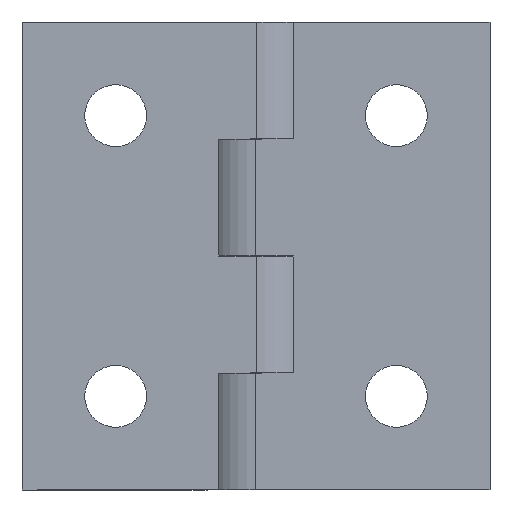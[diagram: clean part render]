
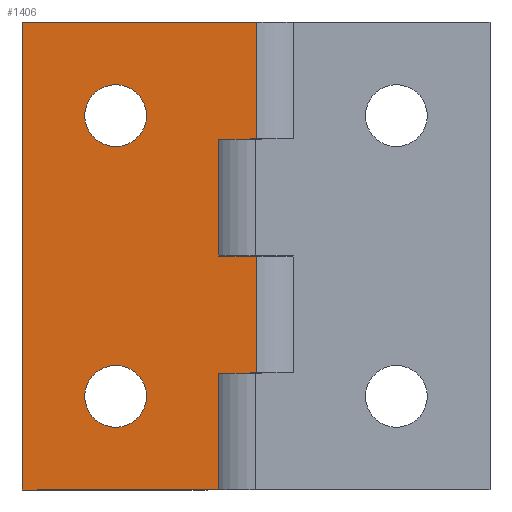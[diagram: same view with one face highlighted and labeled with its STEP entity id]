
A CAD part, front view. The second image highlights one B-rep face of the part: STEP entity #1406.
In plain terms, the highlighted planar face has unit normal (0, -1, 0).
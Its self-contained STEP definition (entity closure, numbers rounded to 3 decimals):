
#36 = ORIENTED_EDGE ( 'NONE', *, *, #343, .T. ) ;
#39 = VERTEX_POINT ( 'NONE', #85 ) ;
#42 = VERTEX_POINT ( 'NONE', #88 ) ;
#45 = VERTEX_POINT ( 'NONE', #91 ) ;
#53 = VERTEX_POINT ( 'NONE', #68 ) ;
#68 = CARTESIAN_POINT ( 'NONE',  ( -40., 0., 36.7 ) ) ;
#85 = CARTESIAN_POINT ( 'NONE',  ( -24.944, 0., 12.5 ) ) ;
#88 = CARTESIAN_POINT ( 'NONE',  ( -29., 0., 12.5 ) ) ;
#91 = CARTESIAN_POINT ( 'NONE',  ( -40., 0., 13.3 ) ) ;
#99 = VERTEX_POINT ( 'NONE', #141 ) ;
#102 = VERTEX_POINT ( 'NONE', #143 ) ;
#103 = VERTEX_POINT ( 'NONE', #129 ) ;
#104 = VERTEX_POINT ( 'NONE', #142 ) ;
#105 = VERTEX_POINT ( 'NONE', #140 ) ;
#106 = VERTEX_POINT ( 'NONE', #147 ) ;
#111 = VERTEX_POINT ( 'NONE', #152 ) ;
#112 = VERTEX_POINT ( 'NONE', #153 ) ;
#122 = VERTEX_POINT ( 'NONE', #163 ) ;
#127 = VERTEX_POINT ( 'NONE', #168 ) ;
#129 = CARTESIAN_POINT ( 'NONE',  ( -50., 0., 0. ) ) ;
#140 = CARTESIAN_POINT ( 'NONE',  ( -24.944, 0., 37.5 ) ) ;
#141 = CARTESIAN_POINT ( 'NONE',  ( -50., 0., 50. ) ) ;
#142 = CARTESIAN_POINT ( 'NONE',  ( -24.944, 0., 50. ) ) ;
#143 = CARTESIAN_POINT ( 'NONE',  ( -29., 0., 0. ) ) ;
#147 = CARTESIAN_POINT ( 'NONE',  ( -29., 0., 37.5 ) ) ;
#152 = CARTESIAN_POINT ( 'NONE',  ( -24.944, 0., 25. ) ) ;
#153 = CARTESIAN_POINT ( 'NONE',  ( -29., 0., 25. ) ) ;
#163 = CARTESIAN_POINT ( 'NONE',  ( -40., 0., 43.3 ) ) ;
#168 = CARTESIAN_POINT ( 'NONE',  ( -40., 0., 6.7 ) ) ;
#174 = CARTESIAN_POINT ( 'NONE',  ( -50., 0., 50. ) ) ;
#175 = DIRECTION ( 'NONE',  ( 0., 0., -1. ) ) ;
#182 = CARTESIAN_POINT ( 'NONE',  ( -24.944, 0., 0. ) ) ;
#183 = DIRECTION ( 'NONE',  ( 0., 0., 1. ) ) ;
#186 = CARTESIAN_POINT ( 'NONE',  ( 0., 0., 0. ) ) ;
#187 = DIRECTION ( 'NONE',  ( 1., 0., 0. ) ) ;
#197 = CARTESIAN_POINT ( 'NONE',  ( -40., 0., 10. ) ) ;
#198 = DIRECTION ( 'NONE',  ( 0., 1., 0. ) ) ;
#199 = DIRECTION ( 'NONE',  ( 0., 0., 1. ) ) ;
#210 = CARTESIAN_POINT ( 'NONE',  ( -24.944, 0., 0. ) ) ;
#211 = DIRECTION ( 'NONE',  ( 0., 0., 1. ) ) ;
#215 = CARTESIAN_POINT ( 'NONE',  ( -40., 0., 40. ) ) ;
#216 = DIRECTION ( 'NONE',  ( 0., 1., 0. ) ) ;
#217 = DIRECTION ( 'NONE',  ( 0., 0., 1. ) ) ;
#256 = EDGE_LOOP ( 'NONE', ( #1119, #1120 ) ) ;
#257 = EDGE_LOOP ( 'NONE', ( #1117, #1118 ) ) ;
#258 = EDGE_LOOP ( 'NONE', ( #331, #332, #333, #334, #971, #970, #36, #1037, #1038, #1039 ) ) ;
#331 = ORIENTED_EDGE ( 'NONE', *, *, #942, .T. ) ;
#332 = ORIENTED_EDGE ( 'NONE', *, *, #369, .T. ) ;
#333 = ORIENTED_EDGE ( 'NONE', *, *, #806, .T. ) ;
#334 = ORIENTED_EDGE ( 'NONE', *, *, #354, .T. ) ;
#337 = EDGE_CURVE ( 'NONE', #99, #103, #888, .T. ) ;
#341 = EDGE_CURVE ( 'NONE', #39, #111, #897, .T. ) ;
#343 = EDGE_CURVE ( 'NONE', #103, #102, #901, .T. ) ;
#348 = EDGE_CURVE ( 'NONE', #127, #45, #1275, .T. ) ;
#354 = EDGE_CURVE ( 'NONE', #105, #104, #1285, .T. ) ;
#356 = EDGE_CURVE ( 'NONE', #53, #122, #1289, .T. ) ;
#364 = EDGE_CURVE ( 'NONE', #45, #127, #1302, .T. ) ;
#365 = EDGE_CURVE ( 'NONE', #102, #42, #1301, .T. ) ;
#369 = EDGE_CURVE ( 'NONE', #112, #106, #1307, .T. ) ;
#382 = AXIS2_PLACEMENT_3D ( 'NONE', #618, #619, #620 ) ;
#420 = CARTESIAN_POINT ( 'NONE',  ( -40., 0., 40. ) ) ;
#421 = DIRECTION ( 'NONE',  ( 0., 1., 0. ) ) ;
#422 = DIRECTION ( 'NONE',  ( 0., 0., 1. ) ) ;
#427 = CARTESIAN_POINT ( 'NONE',  ( 0., 0., 37.5 ) ) ;
#428 = DIRECTION ( 'NONE',  ( 1., 0., 0. ) ) ;
#459 = CARTESIAN_POINT ( 'NONE',  ( 0., 0., 50. ) ) ;
#460 = DIRECTION ( 'NONE',  ( 1., 0., 0. ) ) ;
#478 = CARTESIAN_POINT ( 'NONE',  ( 0., 0., 25. ) ) ;
#479 = DIRECTION ( 'NONE',  ( -1., 0., 0. ) ) ;
#532 = CARTESIAN_POINT ( 'NONE',  ( 0., 0., 12.5 ) ) ;
#533 = DIRECTION ( 'NONE',  ( 1., 0., 0. ) ) ;
#617 = PLANE ( 'NONE',  #382 ) ;
#618 = CARTESIAN_POINT ( 'NONE',  ( 0., 0., 50. ) ) ;
#619 = DIRECTION ( 'NONE',  ( 0., 1., 0. ) ) ;
#620 = DIRECTION ( 'NONE',  ( -1., 0., 0. ) ) ;
#803 = EDGE_CURVE ( 'NONE', #122, #53, #1332, .T. ) ;
#806 = EDGE_CURVE ( 'NONE', #106, #105, #1336, .T. ) ;
#820 = EDGE_CURVE ( 'NONE', #99, #104, #1142, .T. ) ;
#888 = LINE ( 'NONE', #174, #890 ) ;
#890 = VECTOR ( 'NONE', #175, 1000. ) ;
#897 = LINE ( 'NONE', #182, #898 ) ;
#898 = VECTOR ( 'NONE', #183, 1000. ) ;
#901 = LINE ( 'NONE', #186, #902 ) ;
#902 = VECTOR ( 'NONE', #187, 1000. ) ;
#910 = DIRECTION ( 'NONE',  ( 0., 0., 1. ) ) ;
#911 = DIRECTION ( 'NONE',  ( 0., 0., 1. ) ) ;
#912 = DIRECTION ( 'NONE',  ( 0., 1., 0. ) ) ;
#914 = CARTESIAN_POINT ( 'NONE',  ( -29., 0., 50. ) ) ;
#915 = CARTESIAN_POINT ( 'NONE',  ( -40., 0., 10. ) ) ;
#922 = AXIS2_PLACEMENT_3D ( 'NONE', #420, #421, #422 ) ;
#927 = AXIS2_PLACEMENT_3D ( 'NONE', #215, #216, #217 ) ;
#930 = AXIS2_PLACEMENT_3D ( 'NONE', #197, #198, #199 ) ;
#932 = AXIS2_PLACEMENT_3D ( 'NONE', #915, #912, #910 ) ;
#942 = EDGE_CURVE ( 'NONE', #111, #112, #1159, .T. ) ;
#965 = EDGE_CURVE ( 'NONE', #42, #39, #1197, .T. ) ;
#970 = ORIENTED_EDGE ( 'NONE', *, *, #337, .T. ) ;
#971 = ORIENTED_EDGE ( 'NONE', *, *, #820, .F. ) ;
#972 = VECTOR ( 'NONE', #533, 1000. ) ;
#1015 = FACE_OUTER_BOUND ( 'NONE', #258, .T. ) ;
#1016 = FACE_BOUND ( 'NONE', #257, .T. ) ;
#1017 = FACE_BOUND ( 'NONE', #256, .T. ) ;
#1037 = ORIENTED_EDGE ( 'NONE', *, *, #365, .T. ) ;
#1038 = ORIENTED_EDGE ( 'NONE', *, *, #965, .T. ) ;
#1039 = ORIENTED_EDGE ( 'NONE', *, *, #341, .T. ) ;
#1117 = ORIENTED_EDGE ( 'NONE', *, *, #803, .T. ) ;
#1118 = ORIENTED_EDGE ( 'NONE', *, *, #356, .T. ) ;
#1119 = ORIENTED_EDGE ( 'NONE', *, *, #364, .T. ) ;
#1120 = ORIENTED_EDGE ( 'NONE', *, *, #348, .T. ) ;
#1142 = LINE ( 'NONE', #459, #1143 ) ;
#1143 = VECTOR ( 'NONE', #460, 1000. ) ;
#1159 = LINE ( 'NONE', #478, #1160 ) ;
#1160 = VECTOR ( 'NONE', #479, 1000. ) ;
#1197 = LINE ( 'NONE', #532, #972 ) ;
#1207 = CARTESIAN_POINT ( 'NONE',  ( -29., 0., 50. ) ) ;
#1208 = DIRECTION ( 'NONE',  ( 0., 0., 1. ) ) ;
#1275 = CIRCLE ( 'NONE', #930, 3.3 ) ;
#1285 = LINE ( 'NONE', #210, #1286 ) ;
#1286 = VECTOR ( 'NONE', #211, 1000. ) ;
#1289 = CIRCLE ( 'NONE', #927, 3.3 ) ;
#1301 = LINE ( 'NONE', #914, #1303 ) ;
#1302 = CIRCLE ( 'NONE', #932, 3.3 ) ;
#1303 = VECTOR ( 'NONE', #911, 1000. ) ;
#1307 = LINE ( 'NONE', #1207, #1309 ) ;
#1309 = VECTOR ( 'NONE', #1208, 1000. ) ;
#1332 = CIRCLE ( 'NONE', #922, 3.3 ) ;
#1336 = LINE ( 'NONE', #427, #1337 ) ;
#1337 = VECTOR ( 'NONE', #428, 1000. ) ;
#1406 = ADVANCED_FACE ( 'NONE', ( #1015, #1016, #1017 ), #617, .F. ) ;
